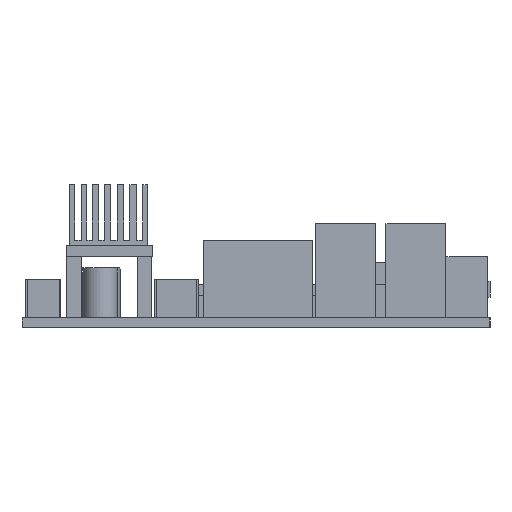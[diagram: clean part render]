
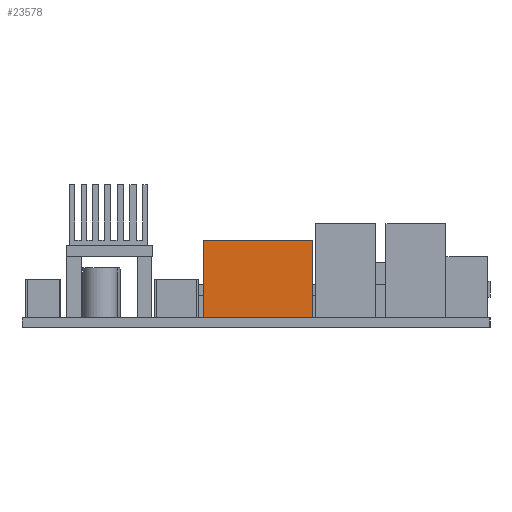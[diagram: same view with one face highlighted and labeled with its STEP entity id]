
A CAD part, left-side view. The second image highlights one B-rep face of the part: STEP entity #23578.
In plain terms, the highlighted planar face has unit normal (-1, 0, 0).
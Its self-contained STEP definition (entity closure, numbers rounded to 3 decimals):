
#2113=FACE_OUTER_BOUND('',#3536,.T.);
#3536=EDGE_LOOP('',(#18393,#18394,#18395,#18396));
#5154=LINE('',#33848,#8437);
#5765=LINE('',#35174,#9048);
#5766=LINE('',#35176,#9049);
#5767=LINE('',#35177,#9050);
#8437=VECTOR('',#27080,10.);
#9048=VECTOR('',#28315,10.);
#9049=VECTOR('',#28316,10.);
#9050=VECTOR('',#28317,10.);
#11588=VERTEX_POINT('',#33841);
#11591=VERTEX_POINT('',#33846);
#11994=VERTEX_POINT('',#35173);
#11995=VERTEX_POINT('',#35175);
#13728=EDGE_CURVE('',#11591,#11588,#5154,.T.);
#14357=EDGE_CURVE('',#11994,#11591,#5765,.T.);
#14358=EDGE_CURVE('',#11995,#11994,#5766,.T.);
#14359=EDGE_CURVE('',#11588,#11995,#5767,.T.);
#18393=ORIENTED_EDGE('',*,*,#13728,.F.);
#18394=ORIENTED_EDGE('',*,*,#14357,.F.);
#18395=ORIENTED_EDGE('',*,*,#14358,.F.);
#18396=ORIENTED_EDGE('',*,*,#14359,.F.);
#22331=PLANE('',#24979);
#23578=ADVANCED_FACE('',(#2113),#22331,.F.);
#24979=AXIS2_PLACEMENT_3D('',#35172,#28313,#28314);
#27080=DIRECTION('',(0.,1.,0.));
#28313=DIRECTION('center_axis',(1.,0.,0.));
#28314=DIRECTION('ref_axis',(0.,0.,-1.));
#28315=DIRECTION('',(0.,0.,-1.));
#28316=DIRECTION('',(0.,-1.,0.));
#28317=DIRECTION('',(0.,0.,1.));
#33841=CARTESIAN_POINT('',(-54.635,9.517,1.7));
#33846=CARTESIAN_POINT('',(-54.635,-10.207,1.7));
#33848=CARTESIAN_POINT('',(-54.635,20.811,1.7));
#35172=CARTESIAN_POINT('Origin',(-54.635,-0.528,6.832));
#35173=CARTESIAN_POINT('',(-54.635,-10.207,15.7));
#35174=CARTESIAN_POINT('',(-54.635,-10.207,4.266));
#35175=CARTESIAN_POINT('',(-54.635,9.517,15.7));
#35176=CARTESIAN_POINT('',(-54.635,-0.437,15.7));
#35177=CARTESIAN_POINT('',(-54.635,9.517,4.266));
